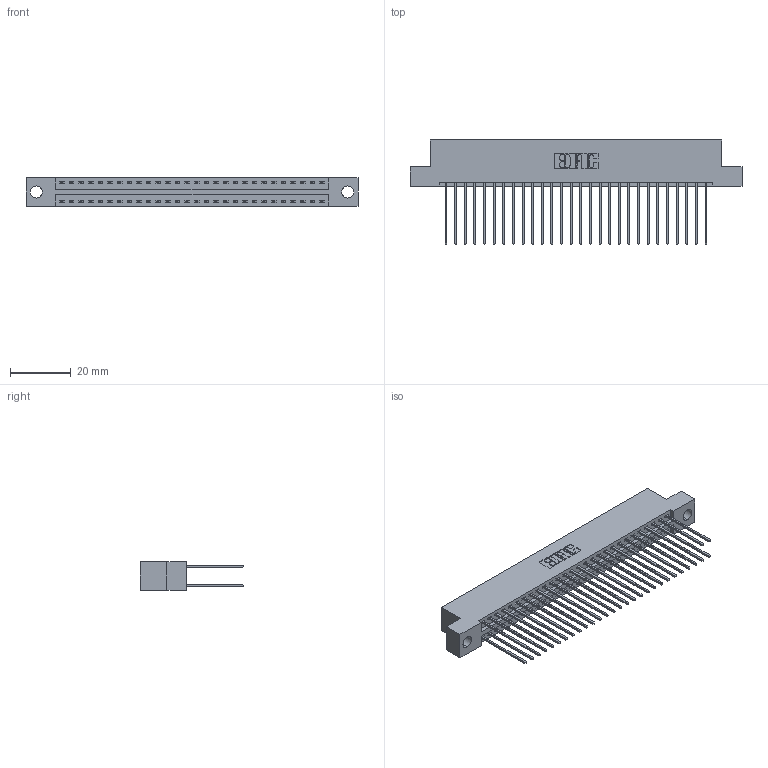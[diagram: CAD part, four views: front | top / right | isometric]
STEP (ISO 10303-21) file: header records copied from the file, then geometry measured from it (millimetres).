
FILE_DESCRIPTION (( 'STEP AP203' ), '1' );
FILE_NAME ('346-056-541-204.STEP', '2022-05-21T06:02:00', ( '' ), ( '' ), 'SwSTEP 2.0', 'SolidWorks 2020', '' );
FILE_SCHEMA (( 'CONFIG_CONTROL_DESIGN' ));
Length unit declared in the file: inch
Products named in the file (3): 346 Part_Flush Mounting Lugs - 0.156 Dia-TH; 346-056-541-204; 345-292-001_345-293-141
Assembly tree (57 placements, depth 2):
  346-056-541-204
    346 Part_Flush Mounting Lugs - 0.156 Dia-TH
    345-292-001_345-293-141  x56
Bounding box: 109.47 x 34.29 x 9.4 mm (x, y, z)
Volume: 10781.7 mm3; surface area: 15988.8 mm2
Topology: 57 solids, 57 shells, 3048 faces, 9045 edges, 5954 vertices
Faces by surface type: plane 2050, cylinder 998
Entity records: 20595 total; most frequent: CARTESIAN_POINT 3418, ORIENTED_EDGE 3350, DIRECTION 3063, EDGE_CURVE 1675, LINE 1431, VECTOR 1431, VERTEX_POINT 1114, AXIS2_PLACEMENT_3D 816
